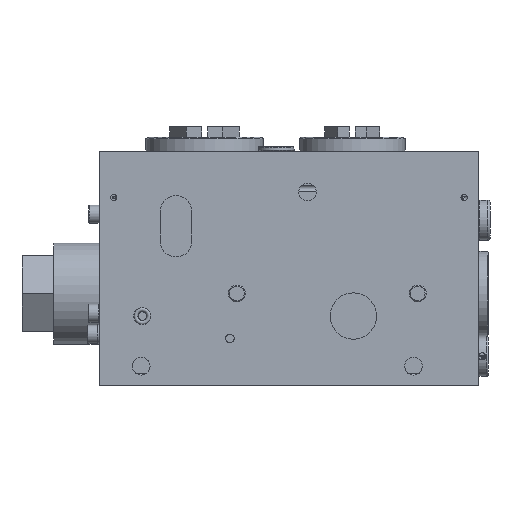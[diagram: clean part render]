
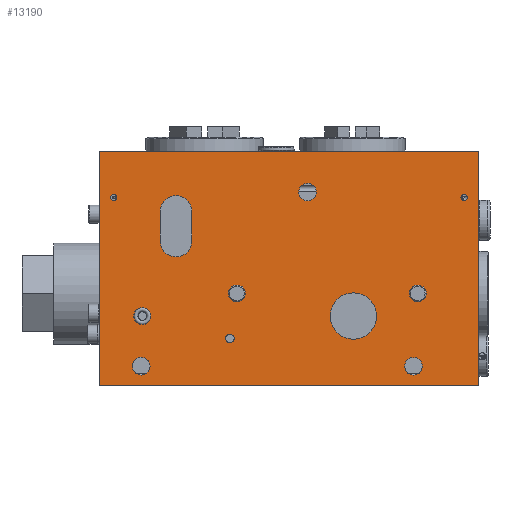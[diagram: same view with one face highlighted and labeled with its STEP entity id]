
A CAD part, front view. The second image highlights one B-rep face of the part: STEP entity #13190.
In plain terms, the highlighted planar face has unit normal (0, -1, 0).
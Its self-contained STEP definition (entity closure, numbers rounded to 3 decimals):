
#361=PLANE('',#13984);
#932=CIRCLE('',#13985,1.5);
#933=CIRCLE('',#13986,1.5);
#934=CIRCLE('',#13987,2.);
#935=CIRCLE('',#13988,3.9);
#936=CIRCLE('',#13989,11.);
#937=CIRCLE('',#13990,4.);
#938=CIRCLE('',#13991,4.);
#939=CIRCLE('',#13992,7.5);
#940=CIRCLE('',#13993,7.5);
#941=CIRCLE('',#13994,4.188);
#942=CIRCLE('',#13995,4.188);
#943=CIRCLE('',#13996,4.188);
#1416=ORIENTED_EDGE('',*,*,#3798,.T.);
#1417=ORIENTED_EDGE('',*,*,#3799,.T.);
#1418=ORIENTED_EDGE('',*,*,#3800,.T.);
#1419=ORIENTED_EDGE('',*,*,#3801,.T.);
#1420=ORIENTED_EDGE('',*,*,#3802,.T.);
#1421=ORIENTED_EDGE('',*,*,#3803,.T.);
#1422=ORIENTED_EDGE('',*,*,#3804,.T.);
#1423=ORIENTED_EDGE('',*,*,#3805,.F.);
#1424=ORIENTED_EDGE('',*,*,#3806,.F.);
#1425=ORIENTED_EDGE('',*,*,#3807,.F.);
#1426=ORIENTED_EDGE('',*,*,#3808,.F.);
#1427=ORIENTED_EDGE('',*,*,#3809,.T.);
#1428=ORIENTED_EDGE('',*,*,#3810,.T.);
#1429=ORIENTED_EDGE('',*,*,#3811,.T.);
#1430=ORIENTED_EDGE('',*,*,#3787,.F.);
#1431=ORIENTED_EDGE('',*,*,#3796,.F.);
#1432=ORIENTED_EDGE('',*,*,#3717,.F.);
#1433=ORIENTED_EDGE('',*,*,#3743,.F.);
#3717=EDGE_CURVE('',#4917,#4918,#5762,.T.);
#3743=EDGE_CURVE('',#4943,#4917,#5766,.T.);
#3787=EDGE_CURVE('',#4985,#4943,#5779,.T.);
#3796=EDGE_CURVE('',#4918,#4985,#5782,.T.);
#3798=EDGE_CURVE('',#4993,#4993,#932,.T.);
#3799=EDGE_CURVE('',#4994,#4994,#933,.T.);
#3800=EDGE_CURVE('',#4995,#4995,#934,.T.);
#3801=EDGE_CURVE('',#4996,#4996,#935,.T.);
#3802=EDGE_CURVE('',#4997,#4997,#936,.T.);
#3803=EDGE_CURVE('',#4998,#4998,#937,.T.);
#3804=EDGE_CURVE('',#4999,#4999,#938,.T.);
#3805=EDGE_CURVE('',#5000,#5001,#5784,.T.);
#3806=EDGE_CURVE('',#5002,#5000,#939,.T.);
#3807=EDGE_CURVE('',#5003,#5002,#5785,.T.);
#3808=EDGE_CURVE('',#5001,#5003,#940,.T.);
#3809=EDGE_CURVE('',#5004,#5004,#941,.T.);
#3810=EDGE_CURVE('',#5005,#5005,#942,.T.);
#3811=EDGE_CURVE('',#5006,#5006,#943,.T.);
#4917=VERTEX_POINT('',#17823);
#4918=VERTEX_POINT('',#17824);
#4943=VERTEX_POINT('',#17947);
#4985=VERTEX_POINT('',#18082);
#4993=VERTEX_POINT('',#18104);
#4994=VERTEX_POINT('',#18106);
#4995=VERTEX_POINT('',#18108);
#4996=VERTEX_POINT('',#18110);
#4997=VERTEX_POINT('',#18112);
#4998=VERTEX_POINT('',#18114);
#4999=VERTEX_POINT('',#18116);
#5000=VERTEX_POINT('',#18118);
#5001=VERTEX_POINT('',#18119);
#5002=VERTEX_POINT('',#18121);
#5003=VERTEX_POINT('',#18123);
#5004=VERTEX_POINT('',#18126);
#5005=VERTEX_POINT('',#18128);
#5006=VERTEX_POINT('',#18130);
#5762=LINE('',#17822,#6437);
#5766=LINE('',#17946,#6441);
#5779=LINE('',#18081,#6454);
#5782=LINE('',#18099,#6457);
#5784=LINE('',#18117,#6459);
#5785=LINE('',#18122,#6460);
#6437=VECTOR('',#15025,1000.);
#6441=VECTOR('',#15043,1000.);
#6454=VECTOR('',#15104,1000.);
#6457=VECTOR('',#15121,1000.);
#6459=VECTOR('',#15141,1000.);
#6460=VECTOR('',#15144,1000.);
#7183=EDGE_LOOP('',(#1416));
#7184=EDGE_LOOP('',(#1417));
#7185=EDGE_LOOP('',(#1418));
#7186=EDGE_LOOP('',(#1419));
#7187=EDGE_LOOP('',(#1420));
#7188=EDGE_LOOP('',(#1421));
#7189=EDGE_LOOP('',(#1422));
#7190=EDGE_LOOP('',(#1423,#1424,#1425,#1426));
#7191=EDGE_LOOP('',(#1427));
#7192=EDGE_LOOP('',(#1428));
#7193=EDGE_LOOP('',(#1429));
#7194=EDGE_LOOP('',(#1430,#1431,#1432,#1433));
#8105=FACE_BOUND('',#7183,.T.);
#8106=FACE_BOUND('',#7184,.T.);
#8107=FACE_BOUND('',#7185,.T.);
#8108=FACE_BOUND('',#7186,.T.);
#8109=FACE_BOUND('',#7187,.T.);
#8110=FACE_BOUND('',#7188,.T.);
#8111=FACE_BOUND('',#7189,.T.);
#8112=FACE_BOUND('',#7190,.T.);
#8113=FACE_BOUND('',#7191,.T.);
#8114=FACE_BOUND('',#7192,.T.);
#8115=FACE_BOUND('',#7193,.T.);
#8116=FACE_BOUND('',#7194,.T.);
#13190=ADVANCED_FACE('',(#8105,#8106,#8107,#8108,#8109,#8110,#8111,#8112,
#8113,#8114,#8115,#8116),#361,.F.);
#13984=AXIS2_PLACEMENT_3D('',#18102,#15125,#15126);
#13985=AXIS2_PLACEMENT_3D('',#18103,#15127,#15128);
#13986=AXIS2_PLACEMENT_3D('',#18105,#15129,#15130);
#13987=AXIS2_PLACEMENT_3D('',#18107,#15131,#15132);
#13988=AXIS2_PLACEMENT_3D('',#18109,#15133,#15134);
#13989=AXIS2_PLACEMENT_3D('',#18111,#15135,#15136);
#13990=AXIS2_PLACEMENT_3D('',#18113,#15137,#15138);
#13991=AXIS2_PLACEMENT_3D('',#18115,#15139,#15140);
#13992=AXIS2_PLACEMENT_3D('',#18120,#15142,#15143);
#13993=AXIS2_PLACEMENT_3D('',#18124,#15145,#15146);
#13994=AXIS2_PLACEMENT_3D('',#18125,#15147,#15148);
#13995=AXIS2_PLACEMENT_3D('',#18127,#15149,#15150);
#13996=AXIS2_PLACEMENT_3D('',#18129,#15151,#15152);
#15025=DIRECTION('',(0.,0.,-1.));
#15043=DIRECTION('',(1.,0.,0.));
#15104=DIRECTION('',(0.,0.,1.));
#15121=DIRECTION('',(-1.,0.,0.));
#15125=DIRECTION('',(0.,1.,0.));
#15126=DIRECTION('',(0.,0.,1.));
#15127=DIRECTION('',(0.,1.,0.));
#15128=DIRECTION('',(0.,0.,-1.));
#15129=DIRECTION('',(0.,1.,0.));
#15130=DIRECTION('',(0.,0.,-1.));
#15131=DIRECTION('',(0.,1.,0.));
#15132=DIRECTION('',(0.,0.,-1.));
#15133=DIRECTION('',(0.,1.,0.));
#15134=DIRECTION('',(0.,0.,-1.));
#15135=DIRECTION('',(0.,1.,0.));
#15136=DIRECTION('',(0.,0.,-1.));
#15137=DIRECTION('',(0.,1.,0.));
#15138=DIRECTION('',(0.,0.,-1.));
#15139=DIRECTION('',(0.,1.,0.));
#15140=DIRECTION('',(0.,0.,-1.));
#15141=DIRECTION('',(0.,0.,1.));
#15142=DIRECTION('',(0.,-1.,0.));
#15143=DIRECTION('',(-1.,0.,0.));
#15144=DIRECTION('',(0.,0.,-1.));
#15145=DIRECTION('',(0.,-1.,0.));
#15146=DIRECTION('',(1.,0.,0.));
#15147=DIRECTION('',(0.,1.,0.));
#15148=DIRECTION('',(0.,0.,-1.));
#15149=DIRECTION('',(0.,1.,0.));
#15150=DIRECTION('',(0.,0.,-1.));
#15151=DIRECTION('',(0.,1.,0.));
#15152=DIRECTION('',(0.,0.,-1.));
#17822=CARTESIAN_POINT('',(180.,0.,0.));
#17823=CARTESIAN_POINT('',(180.,0.,0.));
#17824=CARTESIAN_POINT('',(180.,0.,-111.));
#17946=CARTESIAN_POINT('',(0.,0.,0.));
#17947=CARTESIAN_POINT('',(0.,0.,0.));
#18081=CARTESIAN_POINT('',(0.,0.,-111.));
#18082=CARTESIAN_POINT('',(0.,0.,-111.));
#18099=CARTESIAN_POINT('',(180.,0.,-111.));
#18102=CARTESIAN_POINT('',(0.,0.,0.));
#18103=CARTESIAN_POINT('',(173.,0.,-22.));
#18104=CARTESIAN_POINT('',(173.,0.,-23.5));
#18105=CARTESIAN_POINT('',(7.,0.,-22.));
#18106=CARTESIAN_POINT('',(7.,0.,-23.5));
#18107=CARTESIAN_POINT('',(62.,0.,-88.8));
#18108=CARTESIAN_POINT('',(62.,0.,-90.8));
#18109=CARTESIAN_POINT('',(20.5,0.,-78.2));
#18110=CARTESIAN_POINT('',(20.5,0.,-82.1));
#18111=CARTESIAN_POINT('',(120.5,0.,-78.2));
#18112=CARTESIAN_POINT('',(120.5,0.,-89.2));
#18113=CARTESIAN_POINT('',(151.,0.,-67.5));
#18114=CARTESIAN_POINT('',(151.,0.,-71.5));
#18115=CARTESIAN_POINT('',(65.3,0.,-67.5));
#18116=CARTESIAN_POINT('',(65.3,0.,-71.5));
#18117=CARTESIAN_POINT('',(44.,0.,-42.7));
#18118=CARTESIAN_POINT('',(44.,0.,-42.7));
#18119=CARTESIAN_POINT('',(44.,0.,-28.7));
#18120=CARTESIAN_POINT('',(36.5,0.,-42.7));
#18121=CARTESIAN_POINT('',(29.,0.,-42.7));
#18122=CARTESIAN_POINT('',(29.,0.,-28.7));
#18123=CARTESIAN_POINT('',(29.,0.,-28.7));
#18124=CARTESIAN_POINT('',(36.5,0.,-28.7));
#18125=CARTESIAN_POINT('',(149.,0.,-102.));
#18126=CARTESIAN_POINT('',(149.,0.,-106.188));
#18127=CARTESIAN_POINT('',(20.,0.,-102.));
#18128=CARTESIAN_POINT('',(20.,0.,-106.188));
#18129=CARTESIAN_POINT('',(98.8,0.,-19.5));
#18130=CARTESIAN_POINT('',(98.8,0.,-23.688));
